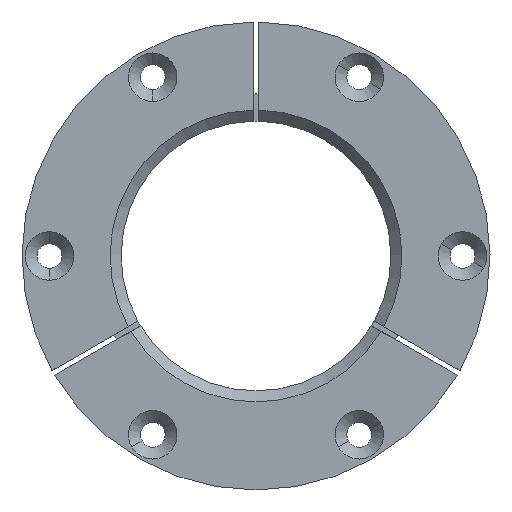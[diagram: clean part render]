
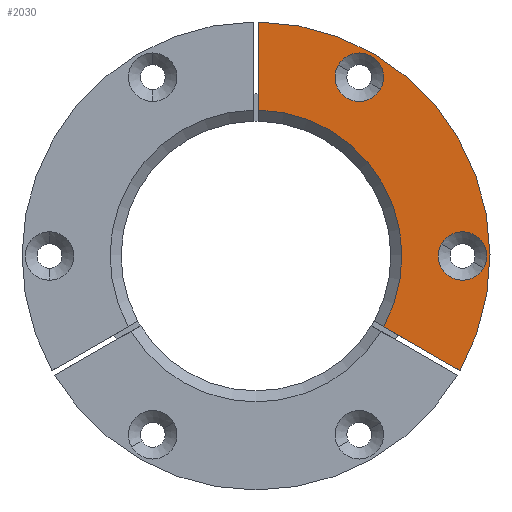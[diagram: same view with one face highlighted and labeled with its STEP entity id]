
A CAD part, left-side view. The second image highlights one B-rep face of the part: STEP entity #2030.
In plain terms, the highlighted planar face has unit normal (-1, 0, 0).
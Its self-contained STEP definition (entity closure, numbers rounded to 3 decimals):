
#29 = DIRECTION ( 'NONE',  ( 0., 0., -1. ) ) ;
#36 = DIRECTION ( 'NONE',  ( -1., 0., 0. ) ) ;
#51 = VERTEX_POINT ( 'NONE', #411 ) ;
#79 = EDGE_CURVE ( 'NONE', #51, #1307, #2595, .T. ) ;
#87 = ORIENTED_EDGE ( 'NONE', *, *, #583, .F. ) ;
#112 = VECTOR ( 'NONE', #892, 1000. ) ;
#116 = DIRECTION ( 'NONE',  ( 0., -0.866, -0.5 ) ) ;
#131 = CARTESIAN_POINT ( 'NONE',  ( 0., -37.054, -20.816 ) ) ;
#156 = ORIENTED_EDGE ( 'NONE', *, *, #2998, .F. ) ;
#170 = DIRECTION ( 'NONE',  ( 0., -0.866, -0.5 ) ) ;
#194 = ORIENTED_EDGE ( 'NONE', *, *, #579, .T. ) ;
#221 = CARTESIAN_POINT ( 'NONE',  ( 0., -37.5, 0. ) ) ;
#366 = CARTESIAN_POINT ( 'NONE',  ( 0., -22.561, 30.276 ) ) ;
#379 = EDGE_CURVE ( 'NONE', #743, #2909, #1451, .T. ) ;
#411 = CARTESIAN_POINT ( 'NONE',  ( 0., -41.311, -2.2 ) ) ;
#533 = LINE ( 'NONE', #2361, #112 ) ;
#561 = CARTESIAN_POINT ( 'NONE',  ( 0., -14.939, 34.676 ) ) ;
#562 = VERTEX_POINT ( 'NONE', #2062 ) ;
#578 = DIRECTION ( 'NONE',  ( -1., 0., 0. ) ) ;
#579 = EDGE_CURVE ( 'NONE', #562, #743, #533, .T. ) ;
#582 = ORIENTED_EDGE ( 'NONE', *, *, #1577, .T. ) ;
#583 = EDGE_CURVE ( 'NONE', #2644, #1175, #2626, .T. ) ;
#594 = DIRECTION ( 'NONE',  ( -1., 0., 0. ) ) ;
#603 = EDGE_LOOP ( 'NONE', ( #156, #87 ) ) ;
#638 = DIRECTION ( 'NONE',  ( 0., 0.866, 0.5 ) ) ;
#716 = CARTESIAN_POINT ( 'NONE',  ( 0., -33.689, 2.2 ) ) ;
#743 = VERTEX_POINT ( 'NONE', #131 ) ;
#807 = CARTESIAN_POINT ( 'NONE',  ( 0., -0.5, 0.289 ) ) ;
#892 = DIRECTION ( 'NONE',  ( 0., -0.866, -0.5 ) ) ;
#943 = ORIENTED_EDGE ( 'NONE', *, *, #379, .T. ) ;
#951 = CARTESIAN_POINT ( 'NONE',  ( 0., -0.5, 42.497 ) ) ;
#962 = DIRECTION ( 'NONE',  ( 1., 0., 0. ) ) ;
#1118 = FACE_BOUND ( 'NONE', #2058, .T. ) ;
#1164 = DIRECTION ( 'NONE',  ( 0., -0.866, -0.5 ) ) ;
#1175 = VERTEX_POINT ( 'NONE', #366 ) ;
#1208 = CARTESIAN_POINT ( 'NONE',  ( 0., -21.25, 36.806 ) ) ;
#1292 = VERTEX_POINT ( 'NONE', #3179 ) ;
#1307 = VERTEX_POINT ( 'NONE', #716 ) ;
#1357 = FACE_OUTER_BOUND ( 'NONE', #2253, .T. ) ;
#1372 = CARTESIAN_POINT ( 'NONE',  ( 0., 0., 0. ) ) ;
#1448 = FACE_BOUND ( 'NONE', #603, .T. ) ;
#1451 = CIRCLE ( 'NONE', #2648, 42.5 ) ;
#1499 = DIRECTION ( 'NONE',  ( -1., 0., 0. ) ) ;
#1522 = DIRECTION ( 'NONE',  ( 0., -0.866, -0.5 ) ) ;
#1577 = EDGE_CURVE ( 'NONE', #2909, #1292, #2110, .T. ) ;
#1625 = CARTESIAN_POINT ( 'NONE',  ( 0., -18.75, 32.476 ) ) ;
#1654 = AXIS2_PLACEMENT_3D ( 'NONE', #1918, #2212, #1164 ) ;
#1783 = CARTESIAN_POINT ( 'NONE',  ( 0., -18.75, 32.476 ) ) ;
#1853 = ORIENTED_EDGE ( 'NONE', *, *, #2884, .F. ) ;
#1872 = CARTESIAN_POINT ( 'NONE',  ( 0., 0., 0. ) ) ;
#1880 = CIRCLE ( 'NONE', #2562, 26.5 ) ;
#1918 = CARTESIAN_POINT ( 'NONE',  ( 0., -37.5, 0. ) ) ;
#1927 = ORIENTED_EDGE ( 'NONE', *, *, #1979, .T. ) ;
#1979 = EDGE_CURVE ( 'NONE', #1292, #562, #1880, .T. ) ;
#2030 = ADVANCED_FACE ( 'NONE', ( #1118, #1448, #1357 ), #2200, .F. ) ;
#2058 = EDGE_LOOP ( 'NONE', ( #2179, #1853 ) ) ;
#2062 = CARTESIAN_POINT ( 'NONE',  ( 0., -23.196, -12.815 ) ) ;
#2110 = LINE ( 'NONE', #807, #2930 ) ;
#2152 = AXIS2_PLACEMENT_3D ( 'NONE', #1783, #36, #2534 ) ;
#2179 = ORIENTED_EDGE ( 'NONE', *, *, #79, .F. ) ;
#2200 = PLANE ( 'NONE',  #2277 ) ;
#2212 = DIRECTION ( 'NONE',  ( -1., 0., 0. ) ) ;
#2253 = EDGE_LOOP ( 'NONE', ( #582, #1927, #194, #943 ) ) ;
#2277 = AXIS2_PLACEMENT_3D ( 'NONE', #1208, #962, #2445 ) ;
#2361 = CARTESIAN_POINT ( 'NONE',  ( 0., -37.054, -20.816 ) ) ;
#2381 = AXIS2_PLACEMENT_3D ( 'NONE', #1625, #594, #170 ) ;
#2445 = DIRECTION ( 'NONE',  ( 0., 0.866, 0.5 ) ) ;
#2534 = DIRECTION ( 'NONE',  ( 0., -0.866, -0.5 ) ) ;
#2547 = CIRCLE ( 'NONE', #1654, 4.4 ) ;
#2562 = AXIS2_PLACEMENT_3D ( 'NONE', #1372, #3128, #638 ) ;
#2595 = CIRCLE ( 'NONE', #2772, 4.4 ) ;
#2626 = CIRCLE ( 'NONE', #2381, 4.4 ) ;
#2644 = VERTEX_POINT ( 'NONE', #561 ) ;
#2648 = AXIS2_PLACEMENT_3D ( 'NONE', #1872, #578, #116 ) ;
#2652 = CIRCLE ( 'NONE', #2152, 4.4 ) ;
#2772 = AXIS2_PLACEMENT_3D ( 'NONE', #221, #1499, #1522 ) ;
#2884 = EDGE_CURVE ( 'NONE', #1307, #51, #2547, .T. ) ;
#2909 = VERTEX_POINT ( 'NONE', #951 ) ;
#2930 = VECTOR ( 'NONE', #29, 1000. ) ;
#2998 = EDGE_CURVE ( 'NONE', #1175, #2644, #2652, .T. ) ;
#3128 = DIRECTION ( 'NONE',  ( 1., 0., 0. ) ) ;
#3179 = CARTESIAN_POINT ( 'NONE',  ( 0., -0.5, 26.495 ) ) ;
